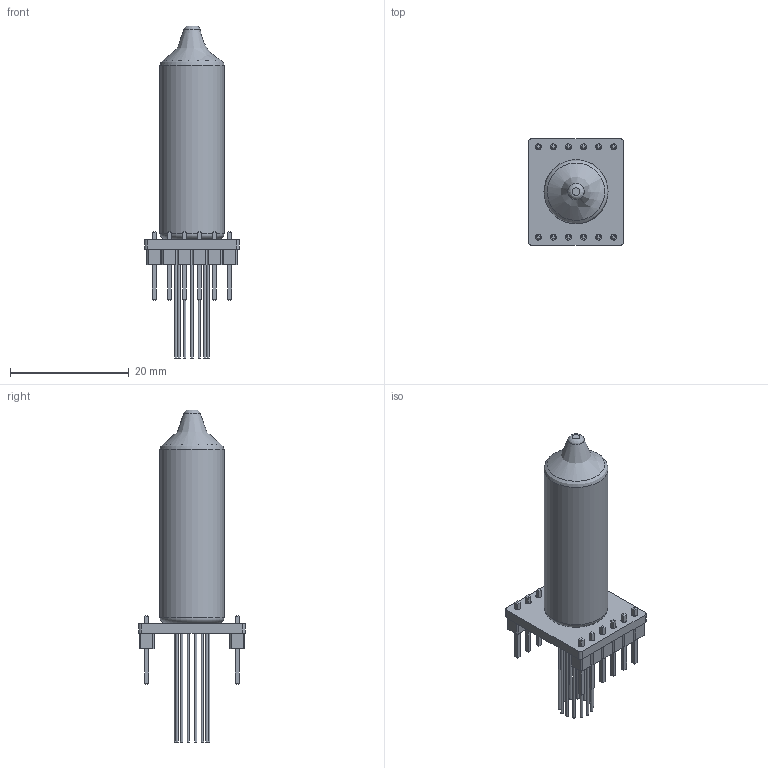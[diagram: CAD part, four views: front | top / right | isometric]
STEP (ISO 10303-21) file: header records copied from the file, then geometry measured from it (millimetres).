
FILE_DESCRIPTION(('KiCad electronic assembly'),'2;1');
FILE_NAME('IV-11Mounting.step','2024-10-05T20:52:37',('Pcbnew'),('Kicad' ),'Open CASCADE STEP processor 7.8','KiCad to STEP converter', 'Unknown');
FILE_SCHEMA(('AUTOMOTIVE_DESIGN { 1 0 10303 214 1 1 1 1 }'));
Length unit declared in the file: millimetre
Products named in the file (6): IV-11Mounting 1; IV-8-Body; Body; PinHeader_1x06_P2.54mm_Vertical; PinHeader_1x06_P254mm_Vertical; IV-11Mounting_PCB
Assembly tree (6 placements, depth 3):
  IV-11Mounting 1
    IV-8-Body
      Body
    PinHeader_1x06_P2.54mm_Vertical  x2
      PinHeader_1x06_P254mm_Vertical
    IV-11Mounting_PCB
Bounding box: 16 x 18 x 56 mm (x, y, z)
Volume: 3587.6 mm3; surface area: 2941.9 mm2
Topology: 4 solids, 4 shells, 367 faces, 863 edges, 542 vertices
Faces by surface type: plane 318, cylinder 45, bspline 3, torus 1
Full cylindrical faces by diameter (mm): 0.4 x14, 0.5 x14, 1 x12, 10.8 x1
Entity records: 7538 total; most frequent: CARTESIAN_POINT 1241, DIRECTION 1039, ORIENTED_EDGE 1018, EDGE_CURVE 509, LINE 411, VECTOR 411, VERTEX_POINT 322, AXIS2_PLACEMENT_3D 314
